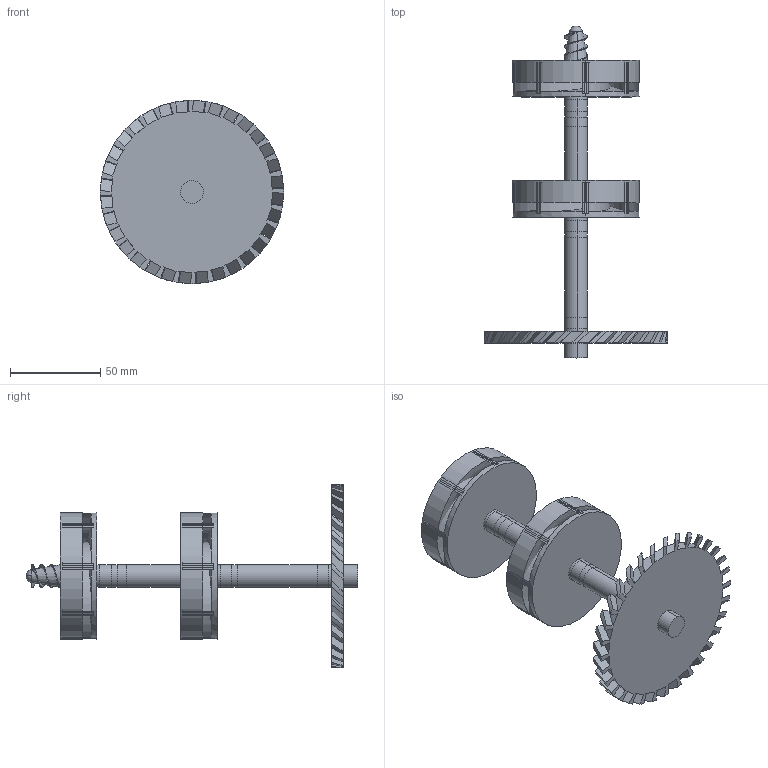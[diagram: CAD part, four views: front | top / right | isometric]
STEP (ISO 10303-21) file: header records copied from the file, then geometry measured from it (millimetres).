
FILE_DESCRIPTION (( 'STEP AP214' ), '1' );
FILE_NAME ('[TP] Turbopump.STEP', '2023-09-20T08:31:17', ( '' ), ( '' ), 'SwSTEP 2.0', 'SolidWorks 2022', '' );
FILE_SCHEMA (( 'AUTOMOTIVE_DESIGN' ));
Length unit declared in the file: inch
Products named in the file (8): [TP] Turbine; [TP] Rotor; [TP] LOx Pump; [TP] Impeller; [TP] Inducer; [TP] Turbopump; [TP] Rotary Shaft; [TP] Fuel Pump
Assembly tree (8 placements, depth 3):
  [TP] Turbopump
    [TP] Turbine
      [TP] Rotor
    [TP] LOx Pump
      [TP] Impeller
      [TP] Inducer
    [TP] Rotary Shaft
    [TP] Fuel Pump
      [TP] Impeller
Bounding box: 101.6 x 184.15 x 101.6 mm (x, y, z)
Volume: 171147.6 mm3; surface area: 81599.8 mm2
Topology: 8 solids, 8 shells, 388 faces, 1041 edges, 667 vertices
Faces by surface type: plane 142, cylinder 124, bspline 115, cone 5, sphere 2
Entity records: 15315 total; most frequent: CARTESIAN_POINT 8475, ORIENTED_EDGE 1536, DIRECTION 1145, EDGE_CURVE 768, VERTEX_POINT 494, AXIS2_PLACEMENT_3D 396, LINE 353, VECTOR 353
